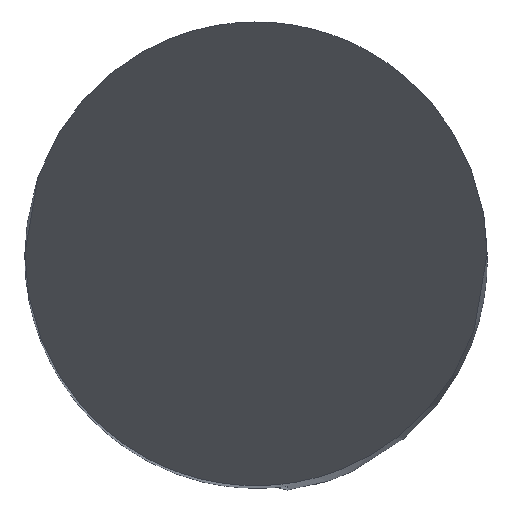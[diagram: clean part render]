
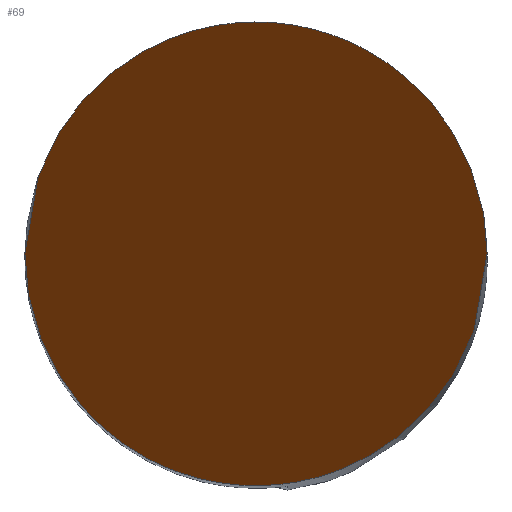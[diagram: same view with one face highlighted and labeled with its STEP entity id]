
A CAD part, top view. The second image highlights one B-rep face of the part: STEP entity #69.
In plain terms, the highlighted planar face has unit normal (0, -0.866, 0.5).
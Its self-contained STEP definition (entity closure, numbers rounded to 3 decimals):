
#50=PLANE('',#452);
#69=ADVANCED_FACE('',(#96),#50,.F.);
#96=FACE_OUTER_BOUND('',#118,.T.);
#118=EDGE_LOOP('',(#219,#220));
#219=ORIENTED_EDGE('',*,*,#326,.F.);
#220=ORIENTED_EDGE('',*,*,#334,.F.);
#287=VERTEX_POINT('',#821);
#288=VERTEX_POINT('',#822);
#326=EDGE_CURVE('',#287,#288,#397,.T.);
#334=EDGE_CURVE('',#288,#287,#400,.T.);
#397=(
BOUNDED_CURVE()
B_SPLINE_CURVE(3,(#817,#818,#819,#820),.UNSPECIFIED.,.F.,.F.)
B_SPLINE_CURVE_WITH_KNOTS((4,4),(0.,1.),.UNSPECIFIED.)
CURVE()
GEOMETRIC_REPRESENTATION_ITEM()
RATIONAL_B_SPLINE_CURVE((1.,0.333,0.333,1.))
REPRESENTATION_ITEM('')
);
#400=(
BOUNDED_CURVE()
B_SPLINE_CURVE(3,(#875,#876,#877,#878),.UNSPECIFIED.,.F.,.F.)
B_SPLINE_CURVE_WITH_KNOTS((4,4),(0.,1.),.UNSPECIFIED.)
CURVE()
GEOMETRIC_REPRESENTATION_ITEM()
RATIONAL_B_SPLINE_CURVE((1.,0.333,0.333,1.))
REPRESENTATION_ITEM('')
);
#452=AXIS2_PLACEMENT_3D('',#924,#496,#497);
#496=DIRECTION('',(0.,0.866,-0.5));
#497=DIRECTION('',(0.,-0.5,-0.866));
#817=CARTESIAN_POINT('',(-2.,0.,0.));
#818=CARTESIAN_POINT('',(-2.,4.,6.928));
#819=CARTESIAN_POINT('',(2.,4.,6.928));
#820=CARTESIAN_POINT('',(2.,0.,0.));
#821=CARTESIAN_POINT('',(-2.,0.,0.));
#822=CARTESIAN_POINT('',(2.,0.,0.));
#875=CARTESIAN_POINT('',(2.,0.,0.));
#876=CARTESIAN_POINT('',(2.,-4.,-6.928));
#877=CARTESIAN_POINT('',(-2.,-4.,-6.928));
#878=CARTESIAN_POINT('',(-2.,0.,0.));
#924=CARTESIAN_POINT('',(2.,2.,3.464));
